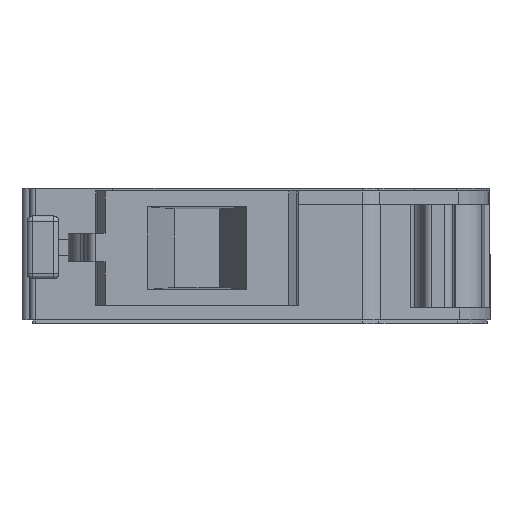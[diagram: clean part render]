
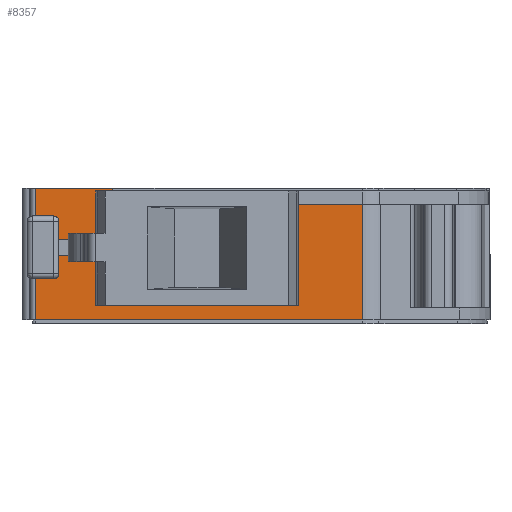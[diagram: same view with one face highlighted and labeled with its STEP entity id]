
A CAD part, front view. The second image highlights one B-rep face of the part: STEP entity #8357.
In plain terms, the highlighted planar face has unit normal (0, -1, 0).
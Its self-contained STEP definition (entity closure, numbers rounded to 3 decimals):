
#42 = VERTEX_POINT ( 'NONE', #5878 ) ;
#84 = VERTEX_POINT ( 'NONE', #5181 ) ;
#101 = EDGE_CURVE ( 'NONE', #2458, #8614, #8231, .T. ) ;
#199 = VECTOR ( 'NONE', #7943, 1000. ) ;
#258 = DIRECTION ( 'NONE',  ( -1., 0., 0. ) ) ;
#282 = ORIENTED_EDGE ( 'NONE', *, *, #8754, .F. ) ;
#336 = CARTESIAN_POINT ( 'NONE',  ( -25.359, 7.79, 2.156 ) ) ;
#400 = CARTESIAN_POINT ( 'NONE',  ( -23.046, 7.79, 2.056 ) ) ;
#416 = DIRECTION ( 'NONE',  ( 0., 0., 1. ) ) ;
#463 = DIRECTION ( 'NONE',  ( 1., 0., 0. ) ) ;
#626 = DIRECTION ( 'NONE',  ( -1., 0., 0. ) ) ;
#641 = LINE ( 'NONE', #6268, #6709 ) ;
#839 = LINE ( 'NONE', #3114, #7151 ) ;
#931 = LINE ( 'NONE', #4837, #4851 ) ;
#1127 = VERTEX_POINT ( 'NONE', #4826 ) ;
#1170 = CARTESIAN_POINT ( 'NONE',  ( -24.759, 7.79, 0.606 ) ) ;
#1256 = CARTESIAN_POINT ( 'NONE',  ( -23.046, 7.79, -2.294 ) ) ;
#1309 = PLANE ( 'NONE',  #2372 ) ;
#1359 = EDGE_CURVE ( 'NONE', #8614, #84, #839, .T. ) ;
#1548 = CARTESIAN_POINT ( 'NONE',  ( -25.359, 7.79, -2.844 ) ) ;
#1579 = VERTEX_POINT ( 'NONE', #8922 ) ;
#1699 = VECTOR ( 'NONE', #416, 1000. ) ;
#1721 = CARTESIAN_POINT ( 'NONE',  ( -24.759, 7.79, 0.606 ) ) ;
#1990 = VECTOR ( 'NONE', #6968, 1000. ) ;
#2029 = LINE ( 'NONE', #4526, #5063 ) ;
#2050 = VERTEX_POINT ( 'NONE', #7677 ) ;
#2061 = EDGE_CURVE ( 'NONE', #1127, #3241, #2551, .T. ) ;
#2070 = CARTESIAN_POINT ( 'NONE',  ( -15.346, 7.79, -2.294 ) ) ;
#2243 = CARTESIAN_POINT ( 'NONE',  ( -25.359, 7.79, 2.156 ) ) ;
#2306 = LINE ( 'NONE', #5774, #199 ) ;
#2372 = AXIS2_PLACEMENT_3D ( 'NONE', #9238, #9149, #626 ) ;
#2458 = VERTEX_POINT ( 'NONE', #5166 ) ;
#2506 = ORIENTED_EDGE ( 'NONE', *, *, #7194, .F. ) ;
#2540 = LINE ( 'NONE', #336, #4912 ) ;
#2551 = LINE ( 'NONE', #1170, #1990 ) ;
#2712 = VERTEX_POINT ( 'NONE', #2070 ) ;
#2817 = EDGE_CURVE ( 'NONE', #84, #6204, #6610, .T. ) ;
#2876 = CARTESIAN_POINT ( 'NONE',  ( -22.396, 7.79, 2.056 ) ) ;
#3032 = ORIENTED_EDGE ( 'NONE', *, *, #7176, .T. ) ;
#3114 = CARTESIAN_POINT ( 'NONE',  ( -12.904, 7.79, 2.156 ) ) ;
#3139 = ORIENTED_EDGE ( 'NONE', *, *, #9250, .F. ) ;
#3241 = VERTEX_POINT ( 'NONE', #1721 ) ;
#3335 = EDGE_CURVE ( 'NONE', #4130, #1127, #2540, .T. ) ;
#3422 = CARTESIAN_POINT ( 'NONE',  ( -22.396, 7.79, 2.156 ) ) ;
#3968 = EDGE_CURVE ( 'NONE', #7163, #8837, #931, .T. ) ;
#4114 = ORIENTED_EDGE ( 'NONE', *, *, #3968, .T. ) ;
#4130 = VERTEX_POINT ( 'NONE', #5112 ) ;
#4333 = EDGE_CURVE ( 'NONE', #2050, #1579, #2029, .T. ) ;
#4495 = EDGE_CURVE ( 'NONE', #5465, #7163, #4737, .T. ) ;
#4526 = CARTESIAN_POINT ( 'NONE',  ( -25.359, 7.79, -0.794 ) ) ;
#4542 = CARTESIAN_POINT ( 'NONE',  ( -22.496, 7.79, 1.556 ) ) ;
#4737 = LINE ( 'NONE', #8400, #1699 ) ;
#4826 = CARTESIAN_POINT ( 'NONE',  ( -25.359, 7.79, 0.606 ) ) ;
#4837 = CARTESIAN_POINT ( 'NONE',  ( -15.396, 7.79, 2.056 ) ) ;
#4838 = EDGE_LOOP ( 'NONE', ( #6116, #6814, #3139, #7794, #4114, #282, #2506, #5625, #7702, #3032, #6845, #4919, #5886, #7962 ) ) ;
#4851 = VECTOR ( 'NONE', #463, 1000. ) ;
#4904 = VECTOR ( 'NONE', #6523, 1000. ) ;
#4912 = VECTOR ( 'NONE', #7578, 1000. ) ;
#4919 = ORIENTED_EDGE ( 'NONE', *, *, #6563, .T. ) ;
#5063 = VECTOR ( 'NONE', #6661, 1000. ) ;
#5112 = CARTESIAN_POINT ( 'NONE',  ( -25.359, 7.79, 2.156 ) ) ;
#5166 = CARTESIAN_POINT ( 'NONE',  ( -15.346, 7.79, 1.556 ) ) ;
#5181 = CARTESIAN_POINT ( 'NONE',  ( -12.904, 7.79, -2.844 ) ) ;
#5465 = VERTEX_POINT ( 'NONE', #1256 ) ;
#5625 = ORIENTED_EDGE ( 'NONE', *, *, #3335, .T. ) ;
#5769 = LINE ( 'NONE', #3422, #7251 ) ;
#5774 = CARTESIAN_POINT ( 'NONE',  ( -15.346, 7.79, -6.794 ) ) ;
#5878 = CARTESIAN_POINT ( 'NONE',  ( -22.396, 7.79, 2.156 ) ) ;
#5886 = ORIENTED_EDGE ( 'NONE', *, *, #2817, .F. ) ;
#5987 = CARTESIAN_POINT ( 'NONE',  ( -12.904, 7.79, 1.556 ) ) ;
#6034 = VECTOR ( 'NONE', #258, 1000. ) ;
#6116 = ORIENTED_EDGE ( 'NONE', *, *, #101, .F. ) ;
#6132 = LINE ( 'NONE', #8153, #7841 ) ;
#6204 = VERTEX_POINT ( 'NONE', #1548 ) ;
#6268 = CARTESIAN_POINT ( 'NONE',  ( -24.759, 7.79, 0.606 ) ) ;
#6280 = LINE ( 'NONE', #2243, #4904 ) ;
#6523 = DIRECTION ( 'NONE',  ( 0., 0., -1. ) ) ;
#6550 = EDGE_CURVE ( 'NONE', #2712, #2458, #2306, .T. ) ;
#6563 = EDGE_CURVE ( 'NONE', #1579, #6204, #6280, .T. ) ;
#6610 = LINE ( 'NONE', #6658, #6034 ) ;
#6658 = CARTESIAN_POINT ( 'NONE',  ( -12.904, 7.79, -2.844 ) ) ;
#6661 = DIRECTION ( 'NONE',  ( -1., 0., 0. ) ) ;
#6708 = DIRECTION ( 'NONE',  ( 1., 0., 0. ) ) ;
#6709 = VECTOR ( 'NONE', #6895, 1000. ) ;
#6814 = ORIENTED_EDGE ( 'NONE', *, *, #6550, .F. ) ;
#6845 = ORIENTED_EDGE ( 'NONE', *, *, #4333, .T. ) ;
#6895 = DIRECTION ( 'NONE',  ( 0., 0., -1. ) ) ;
#6968 = DIRECTION ( 'NONE',  ( 1., 0., 0. ) ) ;
#7151 = VECTOR ( 'NONE', #7534, 1000. ) ;
#7163 = VERTEX_POINT ( 'NONE', #400 ) ;
#7176 = EDGE_CURVE ( 'NONE', #3241, #2050, #641, .T. ) ;
#7194 = EDGE_CURVE ( 'NONE', #4130, #42, #7639, .T. ) ;
#7251 = VECTOR ( 'NONE', #8517, 1000. ) ;
#7454 = DIRECTION ( 'NONE',  ( 1., 0., 0. ) ) ;
#7534 = DIRECTION ( 'NONE',  ( 0., 0., -1. ) ) ;
#7559 = VECTOR ( 'NONE', #6708, 1000. ) ;
#7578 = DIRECTION ( 'NONE',  ( 0., 0., -1. ) ) ;
#7639 = LINE ( 'NONE', #9103, #8414 ) ;
#7677 = CARTESIAN_POINT ( 'NONE',  ( -24.759, 7.79, -0.794 ) ) ;
#7702 = ORIENTED_EDGE ( 'NONE', *, *, #2061, .T. ) ;
#7794 = ORIENTED_EDGE ( 'NONE', *, *, #4495, .T. ) ;
#7841 = VECTOR ( 'NONE', #7454, 1000. ) ;
#7943 = DIRECTION ( 'NONE',  ( 0., 0., 1. ) ) ;
#7962 = ORIENTED_EDGE ( 'NONE', *, *, #1359, .F. ) ;
#8153 = CARTESIAN_POINT ( 'NONE',  ( -15.396, 7.79, -2.294 ) ) ;
#8231 = LINE ( 'NONE', #4542, #7559 ) ;
#8357 = ADVANCED_FACE ( 'NONE', ( #8391 ), #1309, .F. ) ;
#8391 = FACE_OUTER_BOUND ( 'NONE', #4838, .T. ) ;
#8400 = CARTESIAN_POINT ( 'NONE',  ( -23.046, 7.79, -6.794 ) ) ;
#8414 = VECTOR ( 'NONE', #8424, 1000. ) ;
#8424 = DIRECTION ( 'NONE',  ( 1., 0., 0. ) ) ;
#8517 = DIRECTION ( 'NONE',  ( 0., 0., -1. ) ) ;
#8614 = VERTEX_POINT ( 'NONE', #5987 ) ;
#8754 = EDGE_CURVE ( 'NONE', #42, #8837, #5769, .T. ) ;
#8837 = VERTEX_POINT ( 'NONE', #2876 ) ;
#8922 = CARTESIAN_POINT ( 'NONE',  ( -25.359, 7.79, -0.794 ) ) ;
#9103 = CARTESIAN_POINT ( 'NONE',  ( -12.904, 7.79, 2.156 ) ) ;
#9149 = DIRECTION ( 'NONE',  ( 0., 1., 0. ) ) ;
#9238 = CARTESIAN_POINT ( 'NONE',  ( -12.904, 7.79, 2.156 ) ) ;
#9250 = EDGE_CURVE ( 'NONE', #5465, #2712, #6132, .T. ) ;
